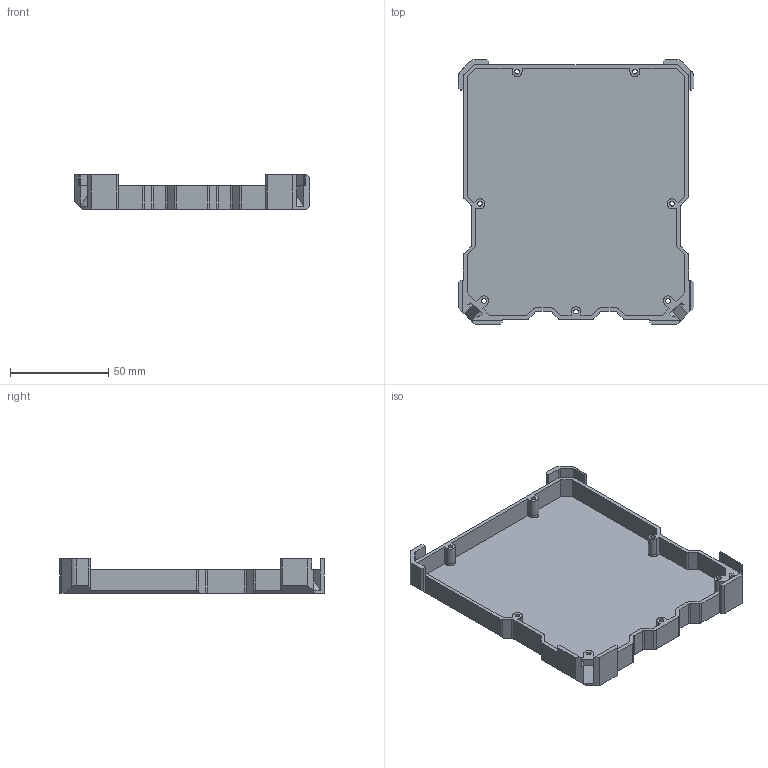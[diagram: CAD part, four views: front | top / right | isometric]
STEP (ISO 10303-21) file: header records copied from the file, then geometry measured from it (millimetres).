
FILE_DESCRIPTION(('FreeCAD Model'),'2;1');
FILE_NAME('Open CASCADE Shape Model','2025-06-01T12:59:14',(''),(''), 'Open CASCADE STEP processor 7.8','FreeCAD','Unknown');
FILE_SCHEMA(('AUTOMOTIVE_DESIGN { 1 0 10303 214 1 1 1 1 }'));
Length unit declared in the file: millimetre
Products named in the file (1): case
Bounding box: 120 x 135 x 17.5 mm (x, y, z)
Volume: 37973.5 mm3; surface area: 43442.2 mm2
Topology: 1 solids, 1 shells, 236 faces, 706 edges, 473 vertices
Faces by surface type: plane 179, cylinder 53, cone 4
Full cylindrical faces by diameter (mm): 2.4 x7, 4.4 x7
Entity records: 17523 total; most frequent: CARTESIAN_POINT 3490, DIRECTION 2658, LINE 1743, VECTOR 1743, ORIENTED_EDGE 1412, PCURVE 1412, DEFINITIONAL_REPRESENTATION 1412, EDGE_CURVE 706
